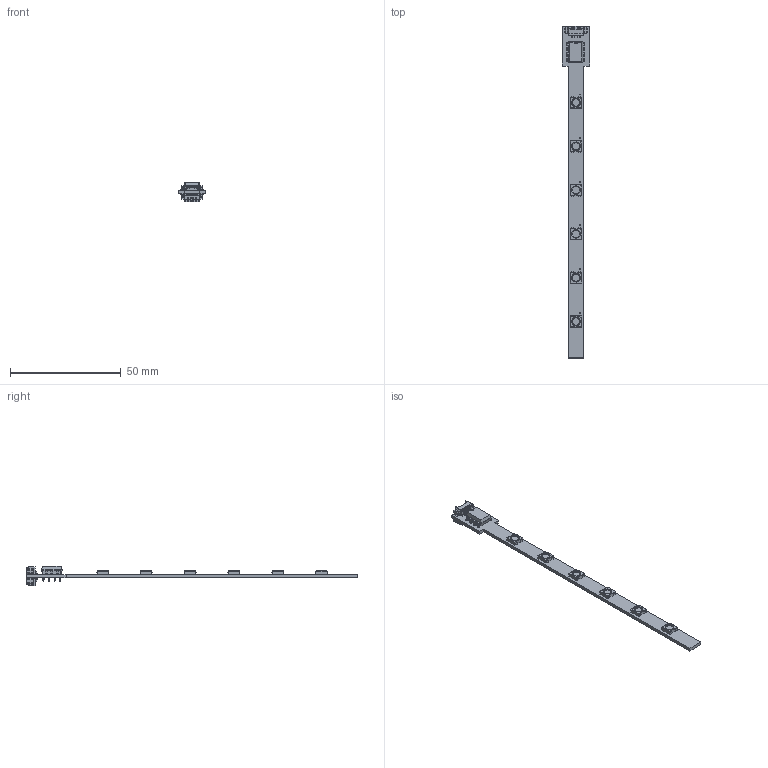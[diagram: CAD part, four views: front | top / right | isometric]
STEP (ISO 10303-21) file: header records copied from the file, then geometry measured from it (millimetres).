
FILE_DESCRIPTION(('KiCad electronic assembly'),'2;1');
FILE_NAME('rgb_tube.step','2025-06-18T19:45:44',('Pcbnew'),('Kicad'), 'Open CASCADE STEP processor 7.8','KiCad to STEP converter','Unknown' );
FILE_SCHEMA(('AUTOMOTIVE_DESIGN { 1 0 10303 214 1 1 1 1 }'));
Length unit declared in the file: millimetre
Products named in the file (6): rgb_tube 1; LED_WS2812B_PLCC4_5.0x5.0mm_P3.2mm; DIP-8_W7.62mm; 0532610471; R_0805_2012Metric; rgb_tube_PCB
Assembly tree (11 placements, depth 2):
  rgb_tube 1
    LED_WS2812B_PLCC4_5.0x5.0mm_P3.2mm  x6
    DIP-8_W7.62mm
    0532610471  x2
    R_0805_2012Metric
    rgb_tube_PCB
Bounding box: 12.25 x 150.1 x 8.76 mm (x, y, z)
Volume: 2233.9 mm3; surface area: 4247.7 mm2
Topology: 23 solids, 23 shells, 1672 faces, 4554 edges, 2914 vertices
Faces by surface type: plane 1205, cylinder 377, torus 64, bspline 20, cone 6
Full cylindrical faces by diameter (mm): 0.3 x14, 0.8 x8, 1 x2, 3.333 x6
Entity records: 26895 total; most frequent: CARTESIAN_POINT 4917, ORIENTED_EDGE 4310, DIRECTION 3952, EDGE_CURVE 2155, LINE 1780, VECTOR 1780, VERTEX_POINT 1372, AXIS2_PLACEMENT_3D 1086
